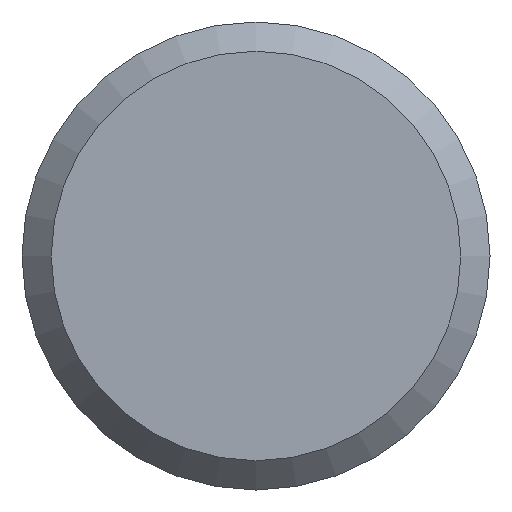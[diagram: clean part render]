
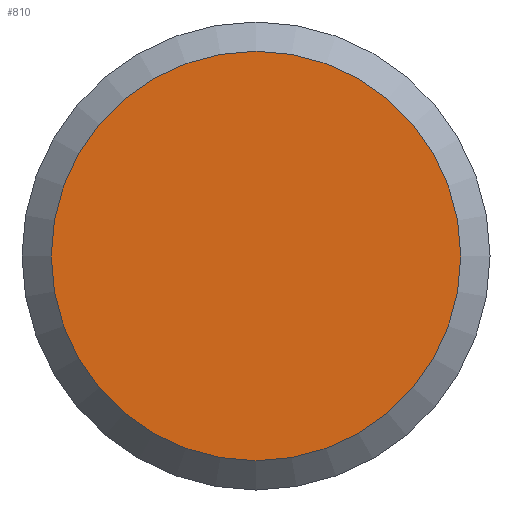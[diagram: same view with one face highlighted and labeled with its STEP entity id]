
A CAD part, front view. The second image highlights one B-rep face of the part: STEP entity #810.
In plain terms, the highlighted planar face has unit normal (0, -1, 0).
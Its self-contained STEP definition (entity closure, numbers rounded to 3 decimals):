
#63=CIRCLE('',#951,3.5);
#126=FACE_OUTER_BOUND('',#175,.T.);
#175=EDGE_LOOP('',(#721));
#407=VERTEX_POINT('',#1602);
#511=EDGE_CURVE('',#407,#407,#63,.T.);
#721=ORIENTED_EDGE('',*,*,#511,.F.);
#753=PLANE('',#953);
#810=ADVANCED_FACE('',(#126),#753,.F.);
#951=AXIS2_PLACEMENT_3D('',#1603,#1101,#1102);
#953=AXIS2_PLACEMENT_3D('',#1607,#1106,#1107);
#1101=DIRECTION('center_axis',(0.,1.,0.));
#1102=DIRECTION('ref_axis',(1.,0.,0.));
#1106=DIRECTION('center_axis',(0.,1.,0.));
#1107=DIRECTION('ref_axis',(0.,0.,1.));
#1602=CARTESIAN_POINT('',(-3.5,-10.,0.));
#1603=CARTESIAN_POINT('Origin',(0.,-10.,0.));
#1607=CARTESIAN_POINT('Origin',(0.,-10.,0.));
